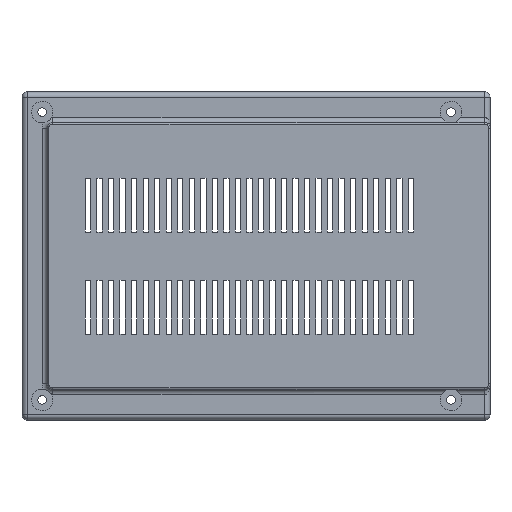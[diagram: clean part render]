
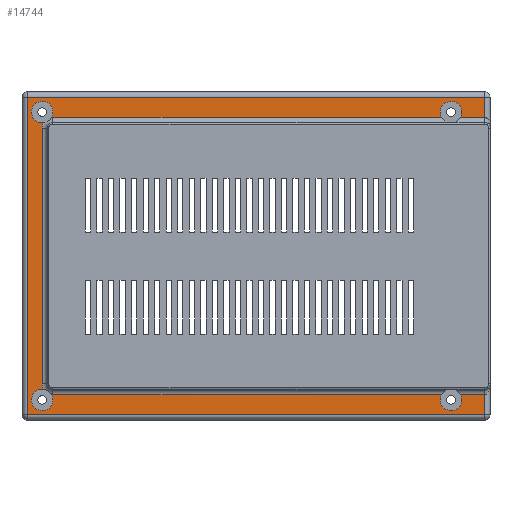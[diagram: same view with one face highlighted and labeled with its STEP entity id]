
A CAD part, front view. The second image highlights one B-rep face of the part: STEP entity #14744.
In plain terms, the highlighted planar face has unit normal (0, -1, 0).
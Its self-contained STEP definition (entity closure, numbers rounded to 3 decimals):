
#1308=FACE_OUTER_BOUND('',#2207,.T.);
#2207=EDGE_LOOP('',(#12784,#12785,#12786,#12787,#12788,#12789,#12790,#12791,
#12792,#12793,#12794,#12795,#12796,#12797,#12798,#12799,#12800,#12801,#12802,
#12803,#12804,#12805));
#3035=LINE('',#23032,#4501);
#3038=LINE('',#23042,#4504);
#3039=LINE('',#23047,#4505);
#3043=LINE('',#23061,#4509);
#3063=LINE('',#23124,#4529);
#3064=LINE('',#23180,#4530);
#3067=LINE('',#23202,#4533);
#3673=LINE('',#25268,#5139);
#3674=LINE('',#25274,#5140);
#3675=LINE('',#25279,#5141);
#4501=VECTOR('',#17922,10.);
#4504=VECTOR('',#17933,10.);
#4505=VECTOR('',#17938,10.);
#4509=VECTOR('',#17956,10.);
#4529=VECTOR('',#18030,10.);
#4530=VECTOR('',#18037,10.);
#4533=VECTOR('',#18044,10.);
#5139=VECTOR('',#20130,10.);
#5140=VECTOR('',#20135,10.);
#5141=VECTOR('',#20140,10.);
#5687=CIRCLE('',#15517,4.);
#5688=CIRCLE('',#15518,4.);
#5690=CIRCLE('',#15522,4.);
#5691=CIRCLE('',#15523,4.);
#5917=CIRCLE('',#16154,4.);
#5918=CIRCLE('',#16155,4.);
#5920=CIRCLE('',#16159,4.);
#5921=CIRCLE('',#16160,4.);
#5922=CIRCLE('',#16161,4.);
#5923=CIRCLE('',#16162,4.);
#5924=CIRCLE('',#16163,4.);
#5925=CIRCLE('',#16164,4.);
#6690=VERTEX_POINT('',#23029);
#6691=VERTEX_POINT('',#23031);
#6694=VERTEX_POINT('',#23040);
#6695=VERTEX_POINT('',#23044);
#6699=VERTEX_POINT('',#23060);
#6715=VERTEX_POINT('',#23121);
#6718=VERTEX_POINT('',#23165);
#6719=VERTEX_POINT('',#23183);
#6762=VERTEX_POINT('',#23436);
#6763=VERTEX_POINT('',#23437);
#6764=VERTEX_POINT('',#23439);
#6766=VERTEX_POINT('',#23464);
#6767=VERTEX_POINT('',#23465);
#6768=VERTEX_POINT('',#23467);
#7162=VERTEX_POINT('',#25241);
#7163=VERTEX_POINT('',#25244);
#7166=VERTEX_POINT('',#25267);
#7167=VERTEX_POINT('',#25269);
#7168=VERTEX_POINT('',#25271);
#7169=VERTEX_POINT('',#25273);
#7170=VERTEX_POINT('',#25276);
#7171=VERTEX_POINT('',#25278);
#8191=EDGE_CURVE('',#6690,#6691,#3035,.T.);
#8197=EDGE_CURVE('',#6694,#6690,#3038,.T.);
#8199=EDGE_CURVE('',#6695,#6694,#3039,.T.);
#8206=EDGE_CURVE('',#6691,#6699,#3043,.T.);
#8238=EDGE_CURVE('',#6699,#6715,#3063,.T.);
#8242=EDGE_CURVE('',#6718,#6695,#3064,.T.);
#8247=EDGE_CURVE('',#6715,#6719,#3067,.T.);
#8338=EDGE_CURVE('',#6762,#6763,#5687,.T.);
#8340=EDGE_CURVE('',#6763,#6764,#5688,.T.);
#8343=EDGE_CURVE('',#6766,#6767,#5690,.T.);
#8345=EDGE_CURVE('',#6767,#6768,#5691,.T.);
#9145=EDGE_CURVE('',#7162,#6719,#5917,.T.);
#9147=EDGE_CURVE('',#7163,#7162,#5918,.T.);
#9152=EDGE_CURVE('',#7163,#7166,#3673,.T.);
#9153=EDGE_CURVE('',#6718,#7167,#5920,.T.);
#9154=EDGE_CURVE('',#7167,#7168,#5921,.T.);
#9155=EDGE_CURVE('',#7169,#7168,#3674,.T.);
#9156=EDGE_CURVE('',#6762,#7169,#5922,.T.);
#9157=EDGE_CURVE('',#7170,#6764,#5923,.T.);
#9158=EDGE_CURVE('',#7171,#7170,#3675,.T.);
#9159=EDGE_CURVE('',#6766,#7171,#5924,.T.);
#9160=EDGE_CURVE('',#7166,#6768,#5925,.T.);
#12784=ORIENTED_EDGE('',*,*,#9152,.F.);
#12785=ORIENTED_EDGE('',*,*,#9147,.T.);
#12786=ORIENTED_EDGE('',*,*,#9145,.T.);
#12787=ORIENTED_EDGE('',*,*,#8247,.F.);
#12788=ORIENTED_EDGE('',*,*,#8238,.F.);
#12789=ORIENTED_EDGE('',*,*,#8206,.F.);
#12790=ORIENTED_EDGE('',*,*,#8191,.F.);
#12791=ORIENTED_EDGE('',*,*,#8197,.F.);
#12792=ORIENTED_EDGE('',*,*,#8199,.F.);
#12793=ORIENTED_EDGE('',*,*,#8242,.F.);
#12794=ORIENTED_EDGE('',*,*,#9153,.T.);
#12795=ORIENTED_EDGE('',*,*,#9154,.T.);
#12796=ORIENTED_EDGE('',*,*,#9155,.F.);
#12797=ORIENTED_EDGE('',*,*,#9156,.F.);
#12798=ORIENTED_EDGE('',*,*,#8338,.T.);
#12799=ORIENTED_EDGE('',*,*,#8340,.T.);
#12800=ORIENTED_EDGE('',*,*,#9157,.F.);
#12801=ORIENTED_EDGE('',*,*,#9158,.F.);
#12802=ORIENTED_EDGE('',*,*,#9159,.F.);
#12803=ORIENTED_EDGE('',*,*,#8343,.T.);
#12804=ORIENTED_EDGE('',*,*,#8345,.T.);
#12805=ORIENTED_EDGE('',*,*,#9160,.F.);
#13928=PLANE('',#16158);
#14744=ADVANCED_FACE('',(#1308),#13928,.T.);
#15517=AXIS2_PLACEMENT_3D('',#23438,#18281,#18282);
#15518=AXIS2_PLACEMENT_3D('',#23458,#18283,#18284);
#15522=AXIS2_PLACEMENT_3D('',#23466,#18292,#18293);
#15523=AXIS2_PLACEMENT_3D('',#23484,#18294,#18295);
#16154=AXIS2_PLACEMENT_3D('',#25242,#20117,#20118);
#16155=AXIS2_PLACEMENT_3D('',#25245,#20120,#20121);
#16158=AXIS2_PLACEMENT_3D('',#25266,#20128,#20129);
#16159=AXIS2_PLACEMENT_3D('',#25270,#20131,#20132);
#16160=AXIS2_PLACEMENT_3D('',#25272,#20133,#20134);
#16161=AXIS2_PLACEMENT_3D('',#25275,#20136,#20137);
#16162=AXIS2_PLACEMENT_3D('',#25277,#20138,#20139);
#16163=AXIS2_PLACEMENT_3D('',#25280,#20141,#20142);
#16164=AXIS2_PLACEMENT_3D('',#25281,#20143,#20144);
#17922=DIRECTION('',(0.,0.,1.));
#17933=DIRECTION('',(-1.,0.,0.));
#17938=DIRECTION('',(0.,0.,-1.));
#17956=DIRECTION('',(1.,0.,0.));
#18030=DIRECTION('',(0.,0.,-1.));
#18037=DIRECTION('',(1.,0.,0.));
#18044=DIRECTION('',(-1.,0.,0.));
#18281=DIRECTION('center_axis',(0.,1.,0.));
#18282=DIRECTION('ref_axis',(1.,0.,0.));
#18283=DIRECTION('center_axis',(0.,1.,0.));
#18284=DIRECTION('ref_axis',(1.,0.,0.));
#18292=DIRECTION('center_axis',(0.,1.,0.));
#18293=DIRECTION('ref_axis',(1.,0.,0.));
#18294=DIRECTION('center_axis',(0.,1.,0.));
#18295=DIRECTION('ref_axis',(1.,0.,0.));
#20117=DIRECTION('center_axis',(0.,1.,0.));
#20118=DIRECTION('ref_axis',(1.,0.,0.));
#20120=DIRECTION('center_axis',(0.,1.,0.));
#20121=DIRECTION('ref_axis',(1.,0.,0.));
#20128=DIRECTION('center_axis',(0.,-1.,0.));
#20129=DIRECTION('ref_axis',(0.,0.,-1.));
#20130=DIRECTION('',(-1.,0.,0.));
#20131=DIRECTION('center_axis',(0.,1.,0.));
#20132=DIRECTION('ref_axis',(1.,0.,0.));
#20133=DIRECTION('center_axis',(0.,1.,0.));
#20134=DIRECTION('ref_axis',(1.,0.,0.));
#20135=DIRECTION('',(1.,0.,0.));
#20136=DIRECTION('center_axis',(0.,-1.,0.));
#20137=DIRECTION('ref_axis',(-0.707,0.,-0.707));
#20138=DIRECTION('center_axis',(0.,-1.,0.));
#20139=DIRECTION('ref_axis',(-0.707,0.,-0.707));
#20140=DIRECTION('',(0.,0.,-1.));
#20141=DIRECTION('center_axis',(0.,-1.,0.));
#20142=DIRECTION('ref_axis',(-0.707,0.,0.707));
#20143=DIRECTION('center_axis',(0.,-1.,0.));
#20144=DIRECTION('ref_axis',(-0.707,0.,0.707));
#23029=CARTESIAN_POINT('',(-90.266,-7.,-67.789));
#23031=CARTESIAN_POINT('',(-90.266,-7.,50.211));
#23032=CARTESIAN_POINT('',(-90.266,-7.,21.711));
#23040=CARTESIAN_POINT('',(79.734,-7.,-67.789));
#23042=CARTESIAN_POINT('',(-5.266,-7.,-67.789));
#23044=CARTESIAN_POINT('',(79.734,-7.,-60.349));
#23047=CARTESIAN_POINT('',(79.734,-7.,-39.289));
#23060=CARTESIAN_POINT('',(79.734,-7.,50.211));
#23061=CARTESIAN_POINT('',(38.234,-7.,50.211));
#23121=CARTESIAN_POINT('',(79.734,-7.,42.771));
#23124=CARTESIAN_POINT('',(79.734,-7.,-39.289));
#23165=CARTESIAN_POINT('',(70.732,-7.,-60.349));
#23180=CARTESIAN_POINT('',(-43.046,-7.,-60.349));
#23183=CARTESIAN_POINT('',(70.732,-7.,42.771));
#23202=CARTESIAN_POINT('',(37.234,-7.,42.771));
#23436=CARTESIAN_POINT('',(-81.283,-7.,-60.323));
#23437=CARTESIAN_POINT('',(-88.766,-7.,-62.289));
#23438=CARTESIAN_POINT('Origin',(-84.766,-7.,-62.289));
#23439=CARTESIAN_POINT('',(-84.31,-7.,-58.315));
#23458=CARTESIAN_POINT('Origin',(-84.766,-7.,-62.289));
#23464=CARTESIAN_POINT('',(-84.31,-7.,40.737));
#23465=CARTESIAN_POINT('',(-88.766,-7.,44.711));
#23466=CARTESIAN_POINT('Origin',(-84.766,-7.,44.711));
#23467=CARTESIAN_POINT('',(-81.283,-7.,42.745));
#23484=CARTESIAN_POINT('Origin',(-84.766,-7.,44.711));
#25241=CARTESIAN_POINT('',(63.234,-7.,44.711));
#25242=CARTESIAN_POINT('Origin',(67.234,-7.,44.711));
#25244=CARTESIAN_POINT('',(63.736,-7.,42.771));
#25245=CARTESIAN_POINT('Origin',(67.234,-7.,44.711));
#25266=CARTESIAN_POINT('Origin',(-5.266,-7.,-8.789));
#25267=CARTESIAN_POINT('',(-80.826,-7.,42.771));
#25268=CARTESIAN_POINT('',(37.234,-7.,42.771));
#25269=CARTESIAN_POINT('',(63.234,-7.,-62.289));
#25270=CARTESIAN_POINT('Origin',(67.234,-7.,-62.289));
#25271=CARTESIAN_POINT('',(63.736,-7.,-60.349));
#25272=CARTESIAN_POINT('Origin',(67.234,-7.,-62.289));
#25273=CARTESIAN_POINT('',(-80.826,-7.,-60.349));
#25274=CARTESIAN_POINT('',(-43.046,-7.,-60.349));
#25275=CARTESIAN_POINT('Origin',(-80.826,-7.,-56.349));
#25276=CARTESIAN_POINT('',(-84.826,-7.,-56.349));
#25277=CARTESIAN_POINT('Origin',(-80.826,-7.,-56.349));
#25278=CARTESIAN_POINT('',(-84.826,-7.,38.771));
#25279=CARTESIAN_POINT('',(-84.826,-7.,15.991));
#25280=CARTESIAN_POINT('Origin',(-80.826,-7.,38.771));
#25281=CARTESIAN_POINT('Origin',(-80.826,-7.,38.771));
